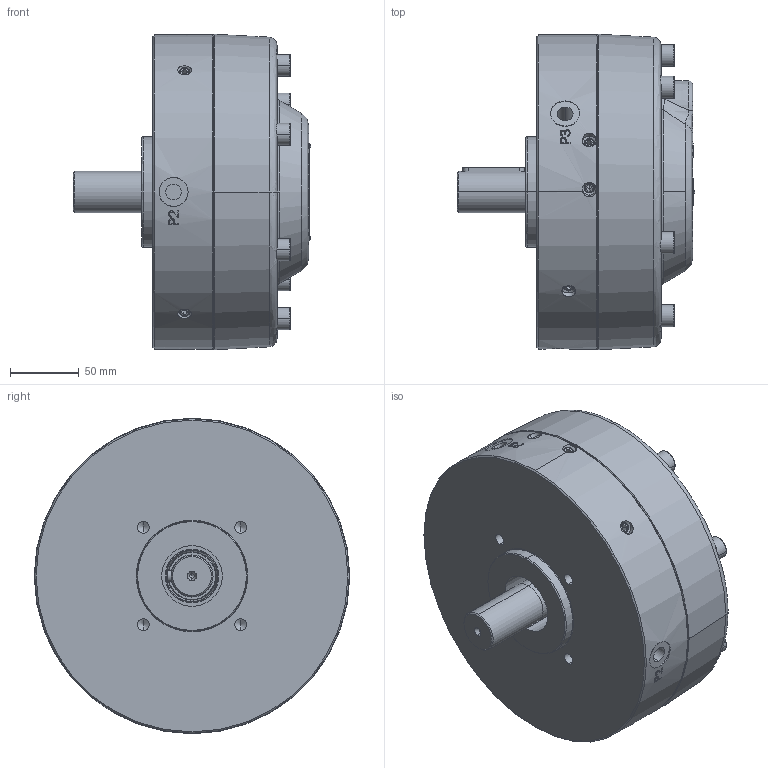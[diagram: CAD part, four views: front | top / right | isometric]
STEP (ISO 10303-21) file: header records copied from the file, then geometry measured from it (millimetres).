
FILE_DESCRIPTION (( 'STEP AP214' ), '1' );
FILE_NAME ('MRK702_3x3 pistons.STEP', '2021-03-12T13:03:18', ( '' ), ( '' ), 'SwSTEP 2.0', 'SolidWorks 2020', '' );
FILE_SCHEMA (( 'AUTOMOTIVE_DESIGN' ));
Length unit declared in the file: millimetre
Products named in the file (1): MRK702_3x3 pistons
Bounding box: 172.5 x 228.74 x 228.74 mm (x, y, z)
Volume: 3922867 mm3; surface area: 192916.1 mm2
Topology: 1 solids, 25 shells, 1033 faces, 2490 edges, 1580 vertices
Faces by surface type: plane 530, bspline 217, cylinder 173, cone 109, torus 4
Entity records: 46401 total; most frequent: CARTESIAN_POINT 23605, ORIENTED_EDGE 4932, DIRECTION 4262, EDGE_CURVE 2466, VERTEX_POINT 1580, AXIS2_PLACEMENT_3D 1438, VECTOR 1386, LINE 1386
